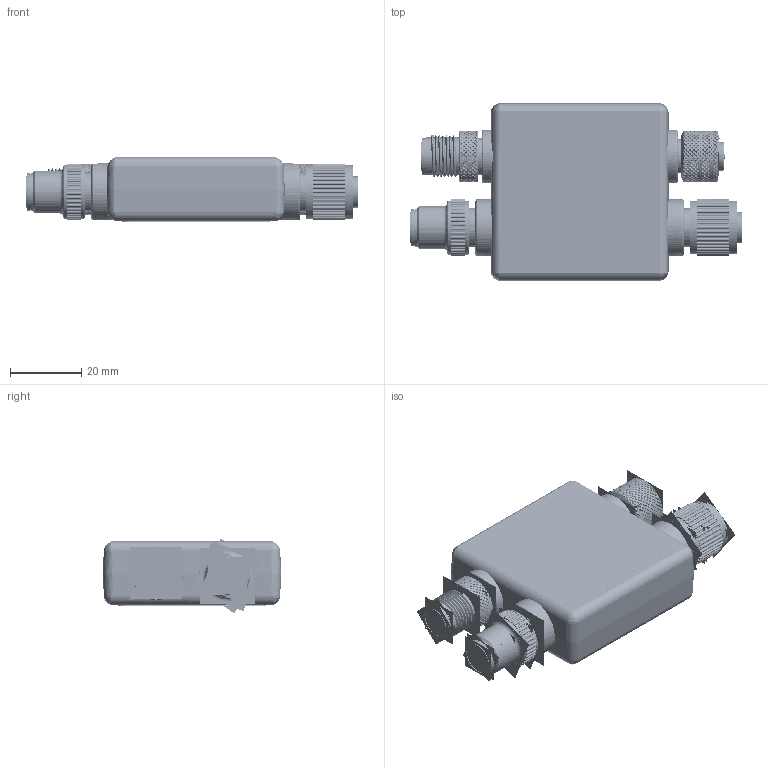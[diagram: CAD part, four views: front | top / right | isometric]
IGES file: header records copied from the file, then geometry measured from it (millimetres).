
Start section:  PTC IGES file: 241592_sm01.igs
Global section: file name: 241592_sm01.igs; native system: Creo Parametric by PTC Inc.; preprocessor: 2022414; author: banengservice; organization: Unknown; date: 20240529.145723; units: millimetre
Bounding box: 93.2 x 50.01 x 21.01 mm (x, y, z)
Volume: 50150.6 mm3; surface area: 87993.1 mm2
Topology: 2 solids, 2 shells, 13544 faces, 60887 edges, 72815 vertices
Faces by surface type: bspline 10042, revolution 3502
